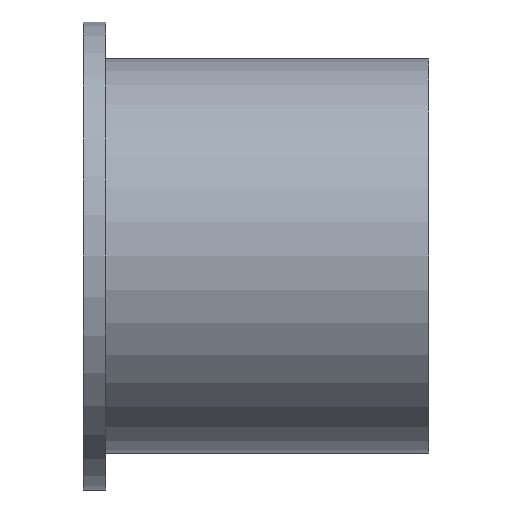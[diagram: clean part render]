
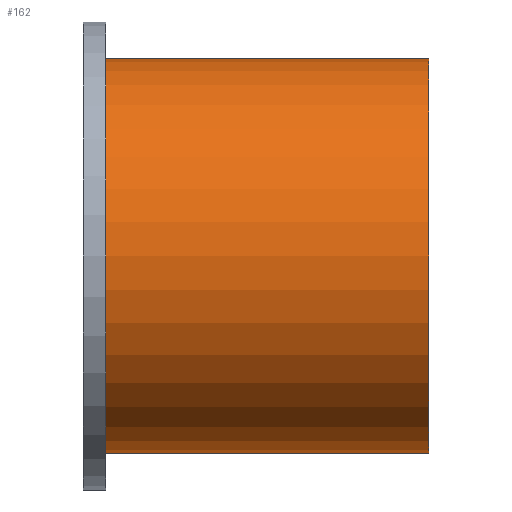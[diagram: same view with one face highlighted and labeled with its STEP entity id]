
A CAD part, left-side view. The second image highlights one B-rep face of the part: STEP entity #162.
In plain terms, the highlighted cylindrical face has radius 8.85 mm (diameter 17.7 mm), a partial arc.
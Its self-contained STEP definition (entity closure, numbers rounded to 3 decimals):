
#4 = EDGE_CURVE ( 'NONE', #56, #210, #80, .T. ) ;
#10 = ORIENTED_EDGE ( 'NONE', *, *, #261, .T. ) ;
#32 = VERTEX_POINT ( 'NONE', #133 ) ;
#36 = DIRECTION ( 'NONE',  ( 0., 1., 0. ) ) ;
#44 = CARTESIAN_POINT ( 'NONE',  ( 0., 14.5, -8.85 ) ) ;
#51 = DIRECTION ( 'NONE',  ( 0., 0., 1. ) ) ;
#56 = VERTEX_POINT ( 'NONE', #44 ) ;
#63 = DIRECTION ( 'NONE',  ( 0., 1., 0. ) ) ;
#64 = CARTESIAN_POINT ( 'NONE',  ( 0., 18.765, -8.85 ) ) ;
#68 = FACE_OUTER_BOUND ( 'NONE', #240, .T. ) ;
#71 = EDGE_CURVE ( 'NONE', #32, #56, #217, .T. ) ;
#72 = CARTESIAN_POINT ( 'NONE',  ( 0., 0., 8.85 ) ) ;
#80 = CIRCLE ( 'NONE', #275, 8.85 ) ;
#93 = DIRECTION ( 'NONE',  ( 0., 1., 0. ) ) ;
#108 = LINE ( 'NONE', #245, #198 ) ;
#116 = CYLINDRICAL_SURFACE ( 'NONE', #270, 8.85 ) ;
#119 = CARTESIAN_POINT ( 'NONE',  ( 0., 18.765, 0. ) ) ;
#121 = ORIENTED_EDGE ( 'NONE', *, *, #135, .T. ) ;
#125 = DIRECTION ( 'NONE',  ( 0., 0., 1. ) ) ;
#133 = CARTESIAN_POINT ( 'NONE',  ( 0., 0., -8.85 ) ) ;
#135 = EDGE_CURVE ( 'NONE', #167, #210, #108, .T. ) ;
#148 = CARTESIAN_POINT ( 'NONE',  ( 0., 14.5, 0. ) ) ;
#161 = CARTESIAN_POINT ( 'NONE',  ( 0., 0., 0. ) ) ;
#162 = ADVANCED_FACE ( 'NONE', ( #68 ), #116, .T. ) ;
#167 = VERTEX_POINT ( 'NONE', #72 ) ;
#198 = VECTOR ( 'NONE', #249, 1000. ) ;
#207 = VECTOR ( 'NONE', #63, 1000. ) ;
#210 = VERTEX_POINT ( 'NONE', #232 ) ;
#217 = LINE ( 'NONE', #64, #207 ) ;
#232 = CARTESIAN_POINT ( 'NONE',  ( 0., 14.5, 8.85 ) ) ;
#240 = EDGE_LOOP ( 'NONE', ( #258, #10, #121, #280 ) ) ;
#245 = CARTESIAN_POINT ( 'NONE',  ( 0., 18.765, 8.85 ) ) ;
#249 = DIRECTION ( 'NONE',  ( 0., 1., 0. ) ) ;
#254 = AXIS2_PLACEMENT_3D ( 'NONE', #161, #256, #51 ) ;
#256 = DIRECTION ( 'NONE',  ( 0., 1., 0. ) ) ;
#258 = ORIENTED_EDGE ( 'NONE', *, *, #71, .F. ) ;
#261 = EDGE_CURVE ( 'NONE', #32, #167, #287, .T. ) ;
#270 = AXIS2_PLACEMENT_3D ( 'NONE', #119, #93, #294 ) ;
#275 = AXIS2_PLACEMENT_3D ( 'NONE', #148, #36, #125 ) ;
#280 = ORIENTED_EDGE ( 'NONE', *, *, #4, .F. ) ;
#287 = CIRCLE ( 'NONE', #254, 8.85 ) ;
#294 = DIRECTION ( 'NONE',  ( 0., 0., 1. ) ) ;
